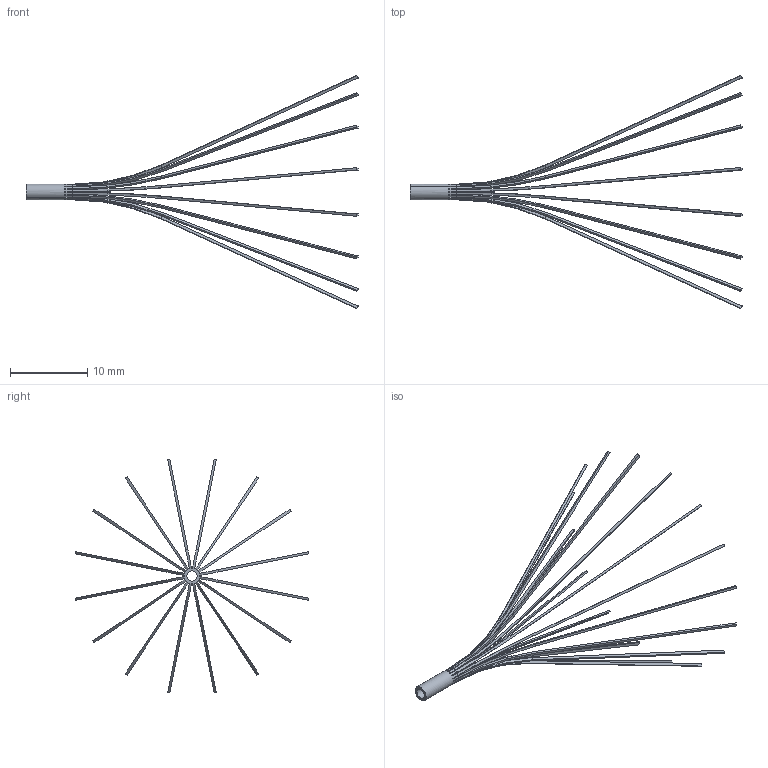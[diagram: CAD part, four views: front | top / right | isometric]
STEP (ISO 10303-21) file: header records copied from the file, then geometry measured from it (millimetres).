
FILE_DESCRIPTION (( 'STEP AP214' ), '1' );
FILE_NAME ('Generic_IVC_filter_modified_for_28mm_vena_cava_NON-TAPERED_STRUTS_Rev_4.0.STEP', '2017-01-05T18:39:31', ( '' ), ( '' ), 'SwSTEP 2.0', 'SolidWorks 2016', '' );
FILE_SCHEMA (( 'AUTOMOTIVE_DESIGN' ));
Length unit declared in the file: millimetre
Products named in the file (1): Generic_IVC_filter_modified_for_28mm_vena_cava_NON-TAPERED_STRUTS_Rev_4.0
Bounding box: 43.07 x 30.26 x 30.26 mm (x, y, z)
Volume: 66 mm3; surface area: 838.5 mm2
Topology: 1 solids, 1 shells, 213 faces, 504 edges, 292 vertices
Faces by surface type: plane 81, cone 48, bspline 48, cylinder 20, torus 16
Entity records: 9320 total; most frequent: CARTESIAN_POINT 4834, ORIENTED_EDGE 1008, DIRECTION 776, EDGE_CURVE 504, VERTEX_POINT 292, AXIS2_PLACEMENT_3D 266, VECTOR 244, LINE 244
